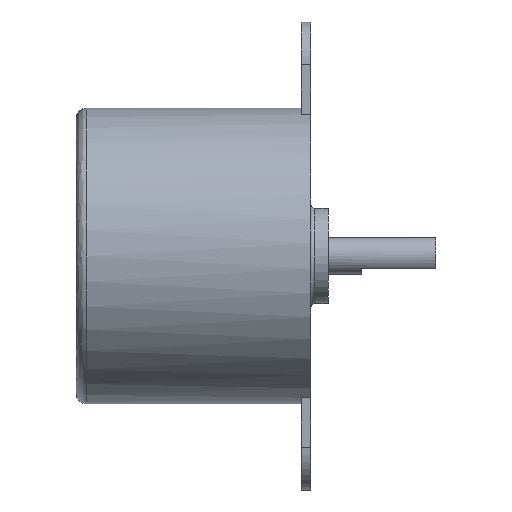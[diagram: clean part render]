
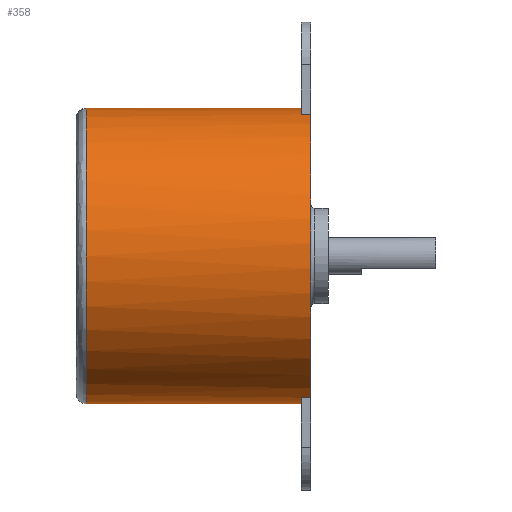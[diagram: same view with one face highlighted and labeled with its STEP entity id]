
A CAD part, front view. The second image highlights one B-rep face of the part: STEP entity #358.
In plain terms, the highlighted cylindrical face has radius 11.975 mm (diameter 23.95 mm), a partial arc.
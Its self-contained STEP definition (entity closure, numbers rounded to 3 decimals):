
#34 = VERTEX_POINT ( 'NONE', #455 ) ;
#43 = DIRECTION ( 'NONE',  ( -1., 0., 0. ) ) ;
#56 = CARTESIAN_POINT ( 'NONE',  ( 18.2, -3.45, -11.467 ) ) ;
#79 = ORIENTED_EDGE ( 'NONE', *, *, #1262, .F. ) ;
#93 = EDGE_CURVE ( 'NONE', #34, #354, #967, .T. ) ;
#123 = CARTESIAN_POINT ( 'NONE',  ( 19., 0., -11.975 ) ) ;
#135 = CARTESIAN_POINT ( 'NONE',  ( 18.2, -3.45, 11.467 ) ) ;
#158 = AXIS2_PLACEMENT_3D ( 'NONE', #1463, #664, #788 ) ;
#202 = CARTESIAN_POINT ( 'NONE',  ( 18.2, 0., 0. ) ) ;
#230 = VERTEX_POINT ( 'NONE', #1204 ) ;
#243 = DIRECTION ( 'NONE',  ( -1., 0., 0. ) ) ;
#258 = AXIS2_PLACEMENT_3D ( 'NONE', #900, #1430, #777 ) ;
#310 = DIRECTION ( 'NONE',  ( -1., 0., 0. ) ) ;
#321 = AXIS2_PLACEMENT_3D ( 'NONE', #202, #989, #874 ) ;
#354 = VERTEX_POINT ( 'NONE', #1499 ) ;
#358 = ADVANCED_FACE ( 'NONE', ( #656 ), #907, .T. ) ;
#367 = LINE ( 'NONE', #135, #881 ) ;
#455 = CARTESIAN_POINT ( 'NONE',  ( 19., -3.45, -11.467 ) ) ;
#462 = VERTEX_POINT ( 'NONE', #600 ) ;
#489 = EDGE_CURVE ( 'NONE', #462, #1089, #571, .T. ) ;
#501 = CIRCLE ( 'NONE', #321, 11.975 ) ;
#510 = EDGE_CURVE ( 'NONE', #1343, #1173, #1032, .T. ) ;
#558 = ORIENTED_EDGE ( 'NONE', *, *, #1171, .F. ) ;
#571 = CIRCLE ( 'NONE', #1677, 11.975 ) ;
#579 = DIRECTION ( 'NONE',  ( 0., 0., 1. ) ) ;
#581 = CARTESIAN_POINT ( 'NONE',  ( 18.2, 0., -11.975 ) ) ;
#582 = ORIENTED_EDGE ( 'NONE', *, *, #93, .T. ) ;
#600 = CARTESIAN_POINT ( 'NONE',  ( 0.8, 0., 11.975 ) ) ;
#610 = DIRECTION ( 'NONE',  ( 1., 0., 0. ) ) ;
#632 = CARTESIAN_POINT ( 'NONE',  ( 0.8, 0., -11.975 ) ) ;
#656 = FACE_OUTER_BOUND ( 'NONE', #1490, .T. ) ;
#664 = DIRECTION ( 'NONE',  ( -1., 0., 0. ) ) ;
#685 = EDGE_CURVE ( 'NONE', #34, #1173, #755, .T. ) ;
#694 = CARTESIAN_POINT ( 'NONE',  ( 18.2, -3.45, 11.467 ) ) ;
#743 = ORIENTED_EDGE ( 'NONE', *, *, #510, .T. ) ;
#755 = LINE ( 'NONE', #56, #1184 ) ;
#777 = DIRECTION ( 'NONE',  ( 0., 0., 1. ) ) ;
#788 = DIRECTION ( 'NONE',  ( 0., 0., 1. ) ) ;
#833 = VERTEX_POINT ( 'NONE', #694 ) ;
#874 = DIRECTION ( 'NONE',  ( 0., 0., 1. ) ) ;
#877 = DIRECTION ( 'NONE',  ( 0., 0., 1. ) ) ;
#881 = VECTOR ( 'NONE', #1471, 1000. ) ;
#884 = AXIS2_PLACEMENT_3D ( 'NONE', #1096, #310, #579 ) ;
#900 = CARTESIAN_POINT ( 'NONE',  ( 18.2, 0., 0. ) ) ;
#907 = CYLINDRICAL_SURFACE ( 'NONE', #884, 11.975 ) ;
#967 = CIRCLE ( 'NONE', #158, 11.975 ) ;
#989 = DIRECTION ( 'NONE',  ( -1., 0., 0. ) ) ;
#996 = ORIENTED_EDGE ( 'NONE', *, *, #1697, .T. ) ;
#1032 = CIRCLE ( 'NONE', #258, 11.975 ) ;
#1042 = ORIENTED_EDGE ( 'NONE', *, *, #489, .T. ) ;
#1043 = CARTESIAN_POINT ( 'NONE',  ( 18.2, -3.45, -11.467 ) ) ;
#1089 = VERTEX_POINT ( 'NONE', #632 ) ;
#1096 = CARTESIAN_POINT ( 'NONE',  ( 19., 0., 0. ) ) ;
#1130 = CARTESIAN_POINT ( 'NONE',  ( 0.8, 0., 0. ) ) ;
#1171 = EDGE_CURVE ( 'NONE', #1343, #1089, #1185, .T. ) ;
#1173 = VERTEX_POINT ( 'NONE', #1043 ) ;
#1184 = VECTOR ( 'NONE', #1344, 1000. ) ;
#1185 = LINE ( 'NONE', #123, #1295 ) ;
#1204 = CARTESIAN_POINT ( 'NONE',  ( 18.2, 0., 11.975 ) ) ;
#1219 = CARTESIAN_POINT ( 'NONE',  ( 19., 0., 11.975 ) ) ;
#1244 = VECTOR ( 'NONE', #43, 1000. ) ;
#1262 = EDGE_CURVE ( 'NONE', #833, #354, #367, .T. ) ;
#1295 = VECTOR ( 'NONE', #243, 1000. ) ;
#1343 = VERTEX_POINT ( 'NONE', #581 ) ;
#1344 = DIRECTION ( 'NONE',  ( -1., 0., 0. ) ) ;
#1378 = EDGE_CURVE ( 'NONE', #230, #462, #1704, .T. ) ;
#1430 = DIRECTION ( 'NONE',  ( -1., 0., 0. ) ) ;
#1434 = ORIENTED_EDGE ( 'NONE', *, *, #1378, .T. ) ;
#1463 = CARTESIAN_POINT ( 'NONE',  ( 19., 0., 0. ) ) ;
#1471 = DIRECTION ( 'NONE',  ( 1., 0., 0. ) ) ;
#1490 = EDGE_LOOP ( 'NONE', ( #558, #743, #1515, #582, #79, #996, #1434, #1042 ) ) ;
#1499 = CARTESIAN_POINT ( 'NONE',  ( 19., -3.45, 11.467 ) ) ;
#1515 = ORIENTED_EDGE ( 'NONE', *, *, #685, .F. ) ;
#1677 = AXIS2_PLACEMENT_3D ( 'NONE', #1130, #610, #877 ) ;
#1697 = EDGE_CURVE ( 'NONE', #833, #230, #501, .T. ) ;
#1704 = LINE ( 'NONE', #1219, #1244 ) ;
